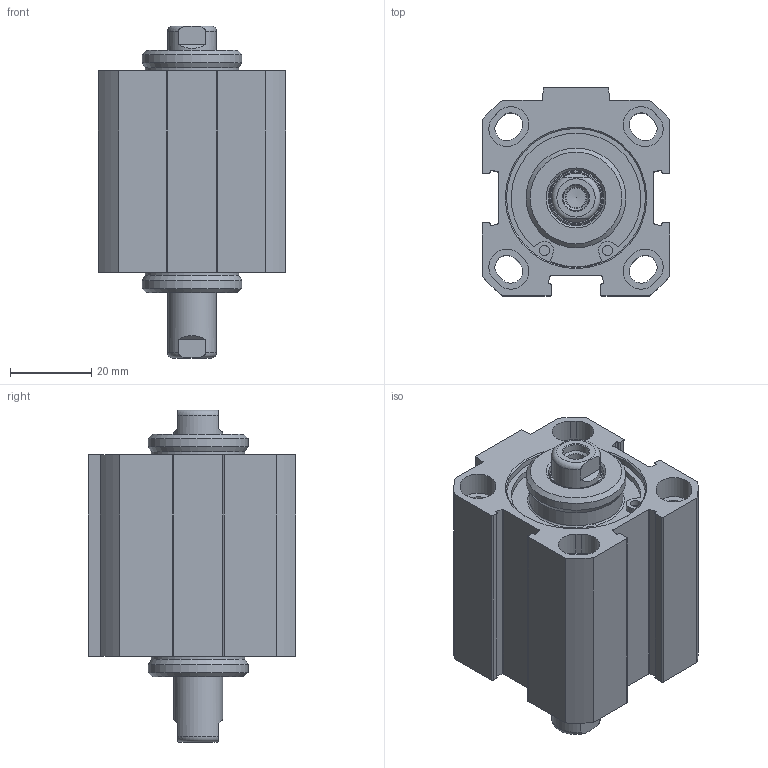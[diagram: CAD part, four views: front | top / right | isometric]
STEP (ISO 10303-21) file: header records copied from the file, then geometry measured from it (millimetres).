
FILE_DESCRIPTION((''),'2;1');
FILE_NAME('FDMP032.010.GS.F.stp','2014-06-10T09:14:18',('carlo.corazza'),(''),'Autodesk Inventor 2012','Autodesk Inventor 2012','');
FILE_SCHEMA(('AUTOMOTIVE_DESIGN { 1 0 10303 214 1 1 1 1 }'));
Length unit declared in the file: millimetre
Products named in the file (4): FDMP032..GS.F; CORPO-010; STELO-010; TA
Assembly tree (5 placements, depth 2):
  FDMP032..GS.F
    CORPO-010
    STELO-010  x2
    TA  x2
Bounding box: 46 x 51 x 81.5 mm (x, y, z)
Volume: 65218.8 mm3; surface area: 35155.9 mm2
Topology: 5 solids, 7 shells, 275 faces, 651 edges, 414 vertices
Faces by surface type: plane 116, cylinder 97, cone 48, torus 14
Full cylindrical faces by diameter (mm): 1.6 x2, 2.5 x4, 4.917 x2, 6.25 x2, 8.566 x2, 12 x2, 12.54 x2, 13.7 x2, 14 x2, 16.32 x2, 16.5 x2, 23 x2, 24.5 x2, 32 x1, 33.7 x4, 34.1 x2, 35.8 x2
Entity records: 6380 total; most frequent: CARTESIAN_POINT 1114, DIRECTION 1082, ORIENTED_EDGE 894, EDGE_CURVE 447, AXIS2_PLACEMENT_3D 419, VERTEX_POINT 323, EDGE_LOOP 312, VECTOR 244
